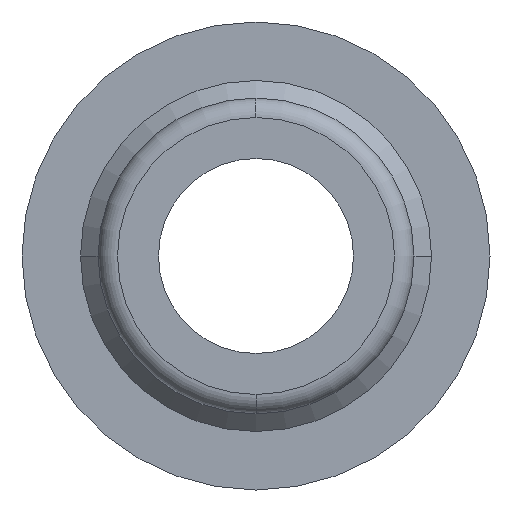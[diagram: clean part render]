
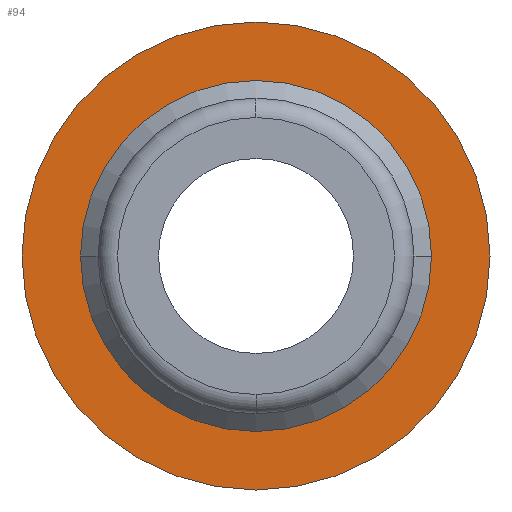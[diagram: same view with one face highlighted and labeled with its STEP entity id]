
A CAD part, front view. The second image highlights one B-rep face of the part: STEP entity #94.
In plain terms, the highlighted planar face has unit normal (0, -1, 0).
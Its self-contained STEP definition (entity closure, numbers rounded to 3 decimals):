
#94=ADVANCED_FACE('',(#203,#204),#205,.T.);
#203=FACE_OUTER_BOUND('',#332,.T.);
#204=FACE_BOUND('',#333,.T.);
#205=PLANE('',#334);
#332=EDGE_LOOP('',(#538,#539));
#333=EDGE_LOOP('',(#540,#541));
#334=AXIS2_PLACEMENT_3D('',#542,#543,#544);
#538=ORIENTED_EDGE('',*,*,#791,.T.);
#539=ORIENTED_EDGE('',*,*,#779,.T.);
#540=ORIENTED_EDGE('',*,*,#720,.F.);
#541=ORIENTED_EDGE('',*,*,#792,.F.);
#542=CARTESIAN_POINT('',(0.0,14.0,0.0));
#543=DIRECTION('',(0.0,-1.0,0.0));
#544=DIRECTION('',(-1.0,0.0,0.0));
#720=EDGE_CURVE('',#839,#835,#841,.T.);
#779=EDGE_CURVE('',#939,#936,#940,.T.);
#791=EDGE_CURVE('',#936,#939,#957,.T.);
#792=EDGE_CURVE('',#835,#839,#958,.T.);
#835=VERTEX_POINT('',#1001);
#839=VERTEX_POINT('',#1006);
#841=CIRCLE('',#1009,4.5);
#936=VERTEX_POINT('',#1126);
#939=VERTEX_POINT('',#1130);
#940=CIRCLE('',#1131,6.0);
#957=CIRCLE('',#1151,6.0);
#958=CIRCLE('',#1152,4.5);
#1001=CARTESIAN_POINT('',(4.5,14.0,0.));
#1006=CARTESIAN_POINT('',(-4.5,14.0,0.));
#1009=AXIS2_PLACEMENT_3D('',#1198,#1199,#1200);
#1126=CARTESIAN_POINT('',(6.0,14.0,0.0));
#1130=CARTESIAN_POINT('',(-6.0,14.0,0.));
#1131=AXIS2_PLACEMENT_3D('',#1290,#1291,#1292);
#1151=AXIS2_PLACEMENT_3D('',#1311,#1312,#1313);
#1152=AXIS2_PLACEMENT_3D('',#1314,#1315,#1316);
#1198=CARTESIAN_POINT('',(0.0,14.0,0.0));
#1199=DIRECTION('',(0.0,-1.0,0.0));
#1200=DIRECTION('',(1.0,0.0,0.0));
#1290=CARTESIAN_POINT('',(0.0,14.0,0.0));
#1291=DIRECTION('',(0.0,-1.0,0.0));
#1292=DIRECTION('',(1.0,0.0,0.0));
#1311=CARTESIAN_POINT('',(0.0,14.0,0.0));
#1312=DIRECTION('',(0.0,-1.0,0.0));
#1313=DIRECTION('',(1.0,0.0,0.0));
#1314=CARTESIAN_POINT('',(0.0,14.0,0.0));
#1315=DIRECTION('',(0.0,-1.0,0.0));
#1316=DIRECTION('',(1.0,0.0,0.0));
